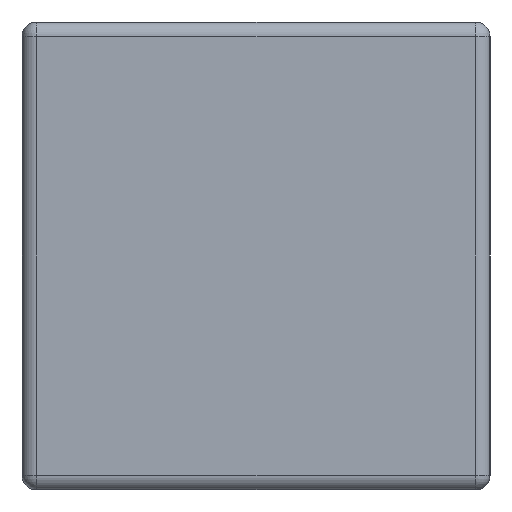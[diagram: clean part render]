
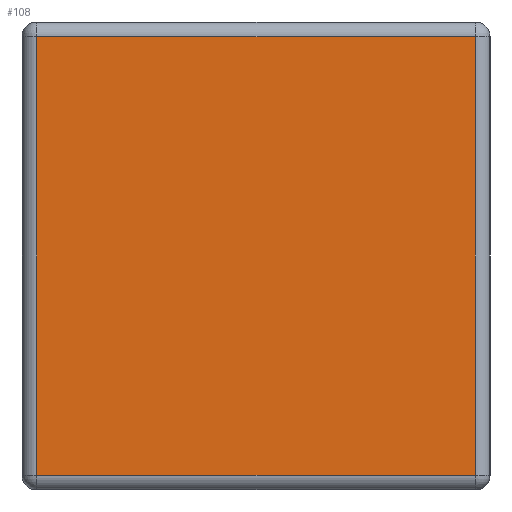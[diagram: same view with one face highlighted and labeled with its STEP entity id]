
A CAD part, left-side view. The second image highlights one B-rep face of the part: STEP entity #108.
In plain terms, the highlighted planar face has unit normal (-1, 0, 0).
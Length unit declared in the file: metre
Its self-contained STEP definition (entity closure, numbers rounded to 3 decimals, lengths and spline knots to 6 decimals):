
#108 = ADVANCED_FACE( '', ( #239 ), #240, .F. );
#239 = FACE_OUTER_BOUND( '', #394, .T. );
#240 = PLANE( '', #395 );
#394 = EDGE_LOOP( '', ( #604, #605, #606, #607 ) );
#395 = AXIS2_PLACEMENT_3D( '', #608, #609, #610 );
#604 = ORIENTED_EDGE( '', *, *, #929, .T. );
#605 = ORIENTED_EDGE( '', *, *, #901, .T. );
#606 = ORIENTED_EDGE( '', *, *, #930, .T. );
#607 = ORIENTED_EDGE( '', *, *, #931, .T. );
#608 = CARTESIAN_POINT( '', ( -0.0008, -0.0004, 0.0004 ) );
#609 = DIRECTION( '', ( 1., 0., 0. ) );
#610 = DIRECTION( '', ( 0., 0., -1. ) );
#901 = EDGE_CURVE( '', #1063, #1065, #1067, .T. );
#929 = EDGE_CURVE( '', #1033, #1063, #1110, .T. );
#930 = EDGE_CURVE( '', #1065, #1111, #1112, .F. );
#931 = EDGE_CURVE( '', #1111, #1033, #1113, .F. );
#1033 = VERTEX_POINT( '', #1238 );
#1063 = VERTEX_POINT( '', #1279 );
#1065 = VERTEX_POINT( '', #1281 );
#1067 = LINE( '', #1283, #1284 );
#1110 = LINE( '', #1337, #1338 );
#1111 = VERTEX_POINT( '', #1339 );
#1112 = LINE( '', #1340, #1341 );
#1113 = LINE( '', #1342, #1343 );
#1238 = CARTESIAN_POINT( '', ( -0.0008, -0.000375, 0.000775 ) );
#1279 = CARTESIAN_POINT( '', ( -0.0008, 0.000375, 0.000775 ) );
#1281 = CARTESIAN_POINT( '', ( -0.0008, 0.000375, 0.000025 ) );
#1283 = CARTESIAN_POINT( '', ( -0.0008, 0.000375, 0.0004 ) );
#1284 = VECTOR( '', #1505, 1. );
#1337 = CARTESIAN_POINT( '', ( -0.0008, -0.0004, 0.000775 ) );
#1338 = VECTOR( '', #1546, 1. );
#1339 = CARTESIAN_POINT( '', ( -0.0008, -0.000375, 0.000025 ) );
#1340 = CARTESIAN_POINT( '', ( -0.0008, -0.0004, 0.000025 ) );
#1341 = VECTOR( '', #1547, 1. );
#1342 = CARTESIAN_POINT( '', ( -0.0008, -0.000375, 0.0008 ) );
#1343 = VECTOR( '', #1548, 1. );
#1505 = DIRECTION( '', ( 0., 0., -1. ) );
#1546 = DIRECTION( '', ( 0., 1., 0. ) );
#1547 = DIRECTION( '', ( 0., 1., 0. ) );
#1548 = DIRECTION( '', ( 0., 0., -1. ) );
